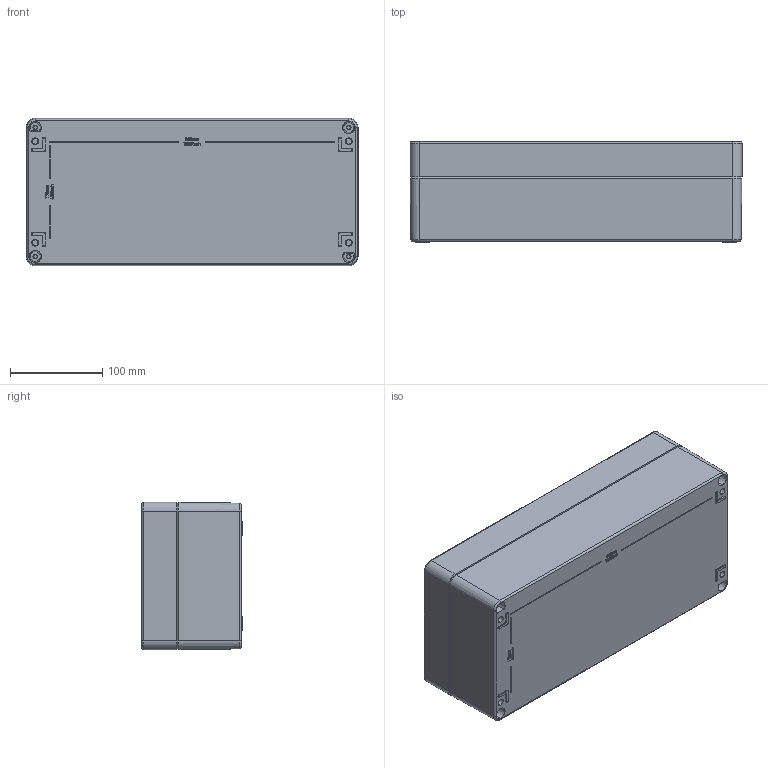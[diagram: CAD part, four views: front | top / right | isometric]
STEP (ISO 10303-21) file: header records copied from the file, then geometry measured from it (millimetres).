
FILE_DESCRIPTION (( 'STEP AP214' ), '1' );
FILE_NAME ('13080000.STEP', '2016-03-16T13:22:57', ( 'Macha' ), ( 'Hewlett-Packard Company' ), 'SwSTEP 2.0', 'SolidWorks 2015', '' );
FILE_SCHEMA (( 'AUTOMOTIVE_DESIGN' ));
Length unit declared in the file: millimetre
Products named in the file (5): 93261; 93117; 08058_Bearbeitung Zeichng 13-2-080580-01-0; 01058_Bearbeitung nach ZngNr.: 01-2-010580-01-0; 13080000
Assembly tree (7 placements, depth 2):
  13080000
    01058_Bearbeitung nach ZngNr.: 01-2-010580-01-0
    08058_Bearbeitung Zeichng 13-2-080580-01-0
    93117
    93261  x4
Bounding box: 360 x 109 x 160 mm (x, y, z)
Volume: 912920.5 mm3; surface area: 401819.1 mm2
Topology: 8 solids, 8 shells, 2350 faces, 5618 edges, 3204 vertices
Faces by surface type: plane 648, bspline 610, cylinder 589, cone 214, sphere 148, torus 141
Entity records: 94819 total; most frequent: CARTESIAN_POINT 47670, ORIENTED_EDGE 10452, DIRECTION 8403, EDGE_CURVE 5226, AXIS2_PLACEMENT_3D 3136, VERTEX_POINT 3107, EDGE_LOOP 2407, ADVANCED_FACE 2255
